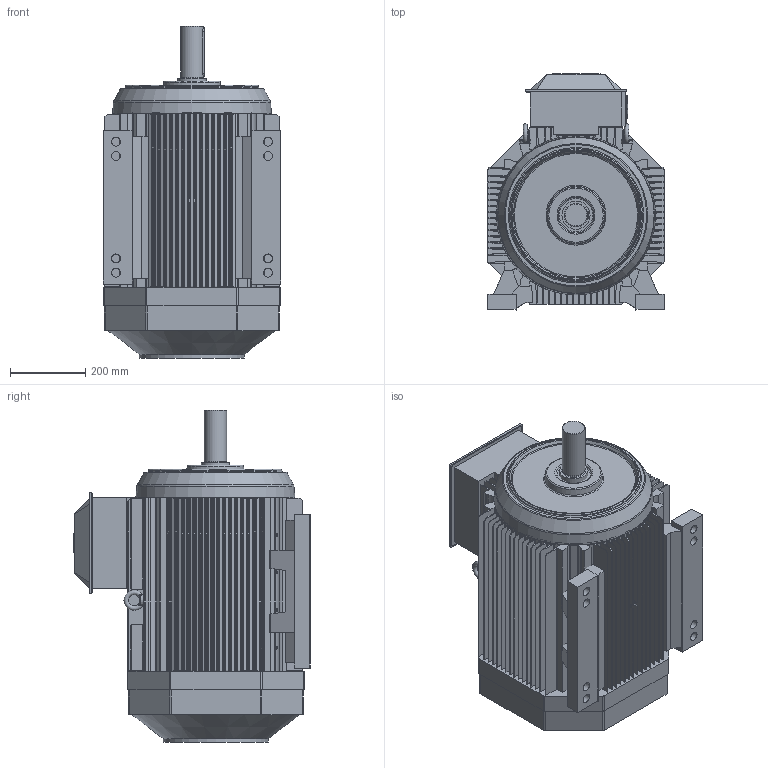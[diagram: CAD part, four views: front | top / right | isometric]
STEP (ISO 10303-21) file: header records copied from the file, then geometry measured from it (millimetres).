
FILE_DESCRIPTION((''),'2;1');
FILE_NAME('M2AA IE2 250 2P VOLT.CODE S B3.stp','2015-07-02T13:15:00',('sejotaa1'),(''),'Autodesk Inventor 2011','Autodesk Inventor 2011','');
FILE_SCHEMA(('AUTOMOTIVE_DESIGN { 1 0 10303 214 1 1 1 1 }'));
Length unit declared in the file: millimetre
Products named in the file (1): M2AA IE2 250 2P VOLT.CODE S B3
Bounding box: 473 x 628.6 x 884 mm (x, y, z)
Volume: 128807339.8 mm3; surface area: 10055844 mm2
Topology: 24 solids, 80 shells, 2218 faces, 5902 edges, 3908 vertices
Faces by surface type: plane 1104, cylinder 920, bspline 78, torus 60, cone 56
Full cylindrical faces by diameter (mm): 3.3 x8, 5.5 x8, 11 x2, 12 x4, 16 x4, 20 x2, 24 x16, 57 x2, 59 x2, 59.4 x2, 60 x2, 61.376 x2, 62 x2, 63 x6, 64.4 x2, 65 x4, 70 x2, 71 x2, 74.4 x2, 75 x2, 76 x2, 86 x2, 90 x2, 90.1 x2, 95 x2, 280.294 x2, 410 x2, 418 x4
Entity records: 78148 total; most frequent: CARTESIAN_POINT 19973, DIRECTION 11788, ORIENTED_EDGE 11216, EDGE_CURVE 5676, AXIS2_PLACEMENT_3D 4293, VERTEX_POINT 3882, VECTOR 3202, LINE 3202
